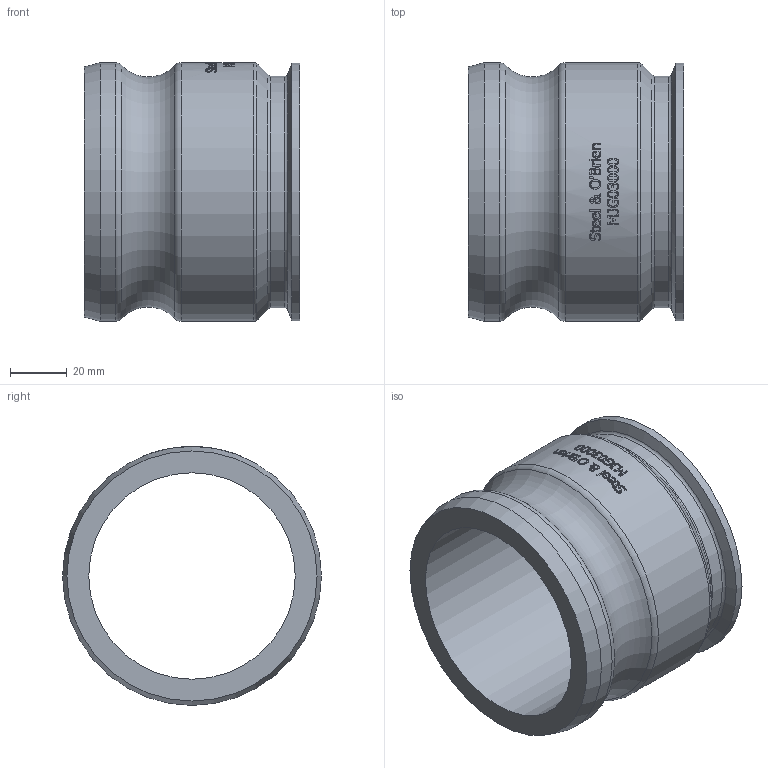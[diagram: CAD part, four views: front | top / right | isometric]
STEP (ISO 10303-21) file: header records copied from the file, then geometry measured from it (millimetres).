
FILE_DESCRIPTION(/* description */ (''),/* implementation_level */ '2;1');
FILE_NAME(/* name */ 'MJG03000.stp',/* time_stamp */ '2022-01-27T15:04:59-05:00',/* author */ ('rick'),/* organization */ (''),/* preprocessor_version */ 'ST-DEVELOPER v18.1',/* originating_system */ 'Autodesk Inventor 2020',/* authorisation */ '');
FILE_SCHEMA (('AUTOMOTIVE_DESIGN { 1 0 10303 214 3 1 1 }'));
Length unit declared in the file: inch
Products named in the file (1): MJG03000
Bounding box: 76.2 x 91.41 x 91.41 mm (x, y, z)
Volume: 147347.9 mm3; surface area: 45408.5 mm2
Topology: 1 solids, 1 shells, 376 faces, 1035 edges, 696 vertices
Faces by surface type: bspline 205, plane 118, cylinder 39, torus 9, cone 5
Full cylindrical faces by diameter (mm): 72.898 x1, 81.89 x1, 90.907 x1, 91.415 x2
Entity records: 16664 total; most frequent: CARTESIAN_POINT 8213, ORIENTED_EDGE 2070, DIRECTION 1162, EDGE_CURVE 1035, VERTEX_POINT 696, LINE 432, VECTOR 432, EDGE_LOOP 413
